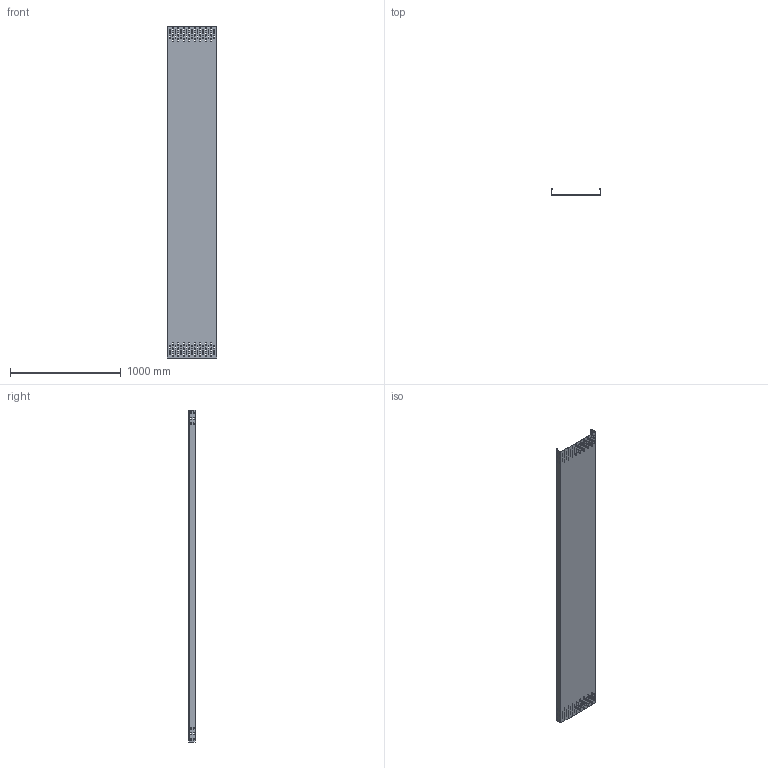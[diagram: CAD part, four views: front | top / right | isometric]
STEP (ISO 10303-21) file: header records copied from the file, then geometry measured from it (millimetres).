
FILE_DESCRIPTION(/* description */ (''),/* implementation_level */ '2;1');
FILE_NAME(/* name */ '6056978',/* time_stamp */ '2014-08-29T09:19:26+02:00',/* author */ (''),/* organization */ (''),/* preprocessor_version */ 'ST-DEVELOPER v15',/* originating_system */ '',/* authorisation */ '');
FILE_SCHEMA (('AUTOMOTIVE_DESIGN'));
Length unit declared in the file: millimetre
Products named in the file (1): Document
Bounding box: 450 x 61 x 3000 mm (x, y, z)
Volume: 1736343.7 mm3; surface area: 3554454.7 mm2
Topology: 1 solids, 1 shells, 450 faces, 1344 edges, 896 vertices
Faces by surface type: bspline 240, plane 210
Entity records: 17343 total; most frequent: CARTESIAN_POINT 9168, ORIENTED_EDGE 2688, EDGE_CURVE 1344, VERTEX_POINT 896, B_SPLINE_CURVE_WITH_KNOTS 810, EDGE_LOOP 666, ADVANCED_FACE 450, FACE_OUTER_BOUND 450
